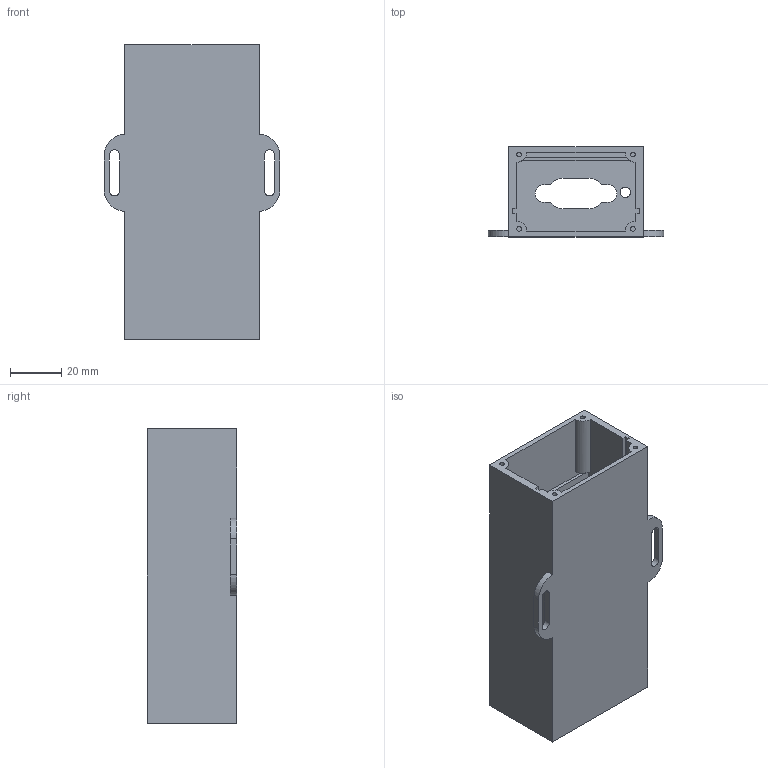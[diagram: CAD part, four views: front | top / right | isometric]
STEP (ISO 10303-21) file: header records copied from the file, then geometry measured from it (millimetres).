
FILE_DESCRIPTION(('FreeCAD Model'),'2;1');
FILE_NAME('Open CASCADE Shape Model','2025-03-09T16:35:41',(''),(''), 'Open CASCADE STEP processor 7.8','FreeCAD','Unknown');
FILE_SCHEMA(('AUTOMOTIVE_DESIGN { 1 0 10303 214 1 1 1 1 }'));
Length unit declared in the file: millimetre
Products named in the file (1): Case
Bounding box: 68.5 x 35 x 115 mm (x, y, z)
Volume: 53720.7 mm3; surface area: 50809 mm2
Topology: 1 solids, 1 shells, 76 faces, 215 edges, 142 vertices
Faces by surface type: plane 45, cylinder 31
Full cylindrical faces by diameter (mm): 1.8 x4, 4 x1
Entity records: 2527 total; most frequent: DIRECTION 435, CARTESIAN_POINT 434, ORIENTED_EDGE 430, EDGE_CURVE 215, LINE 149, VECTOR 149, AXIS2_PLACEMENT_3D 143, VERTEX_POINT 142
